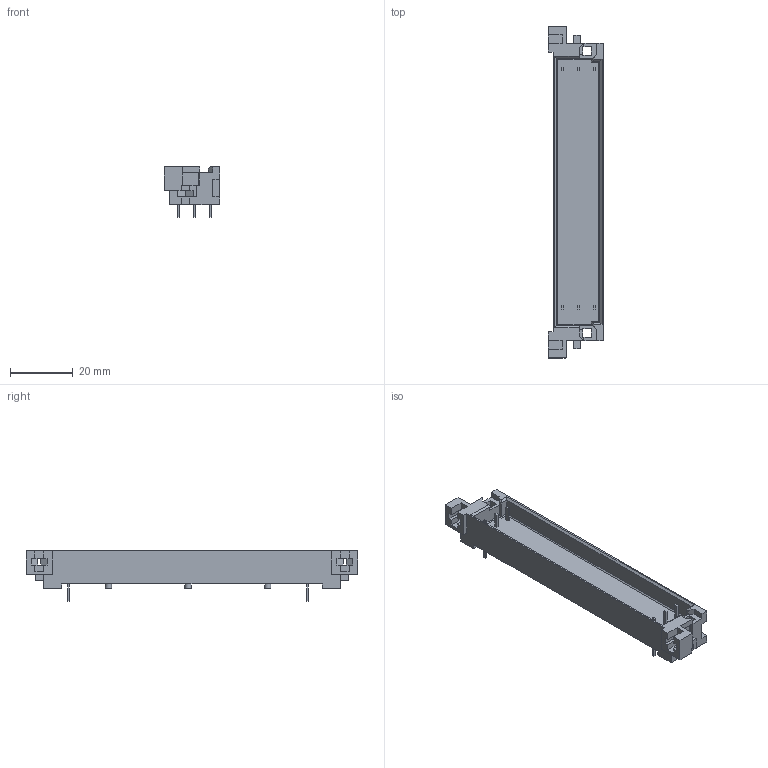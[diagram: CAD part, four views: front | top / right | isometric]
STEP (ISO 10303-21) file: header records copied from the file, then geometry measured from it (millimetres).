
FILE_DESCRIPTION(/* description */ (''),/* implementation_level */ '2;1');
FILE_NAME(/* name */ '100537867ugm000_a.stp',/* time_stamp */ '2013-04-30T16:20:54+02:00',/* author */ (''),/* organization */ (''),/* preprocessor_version */ 'ST-DEVELOPER v15',/* originating_system */ 'SIEMENS PLM Software NX 8.5',/* authorisation */ '');
FILE_SCHEMA (('AUTOMOTIVE_DESIGN { 1 0 10303 214 3 1 1 1 }'));
Length unit declared in the file: millimetre
Products named in the file (1): 100537867ugm000_a
Bounding box: 17.55 x 105.9 x 16.15 mm (x, y, z)
Volume: 8726.2 mm3; surface area: 7900.6 mm2
Topology: 1 solids, 1 shells, 210 faces, 569 edges, 372 vertices
Faces by surface type: plane 207, cylinder 3
Full cylindrical faces by diameter (mm): 2 x3
Entity records: 7599 total; most frequent: CARTESIAN_POINT 2997, ORIENTED_EDGE 1132, EDGE_CURVE 566, B_SPLINE_CURVE_WITH_KNOTS 566, DIRECTION 422, VERTEX_POINT 372, EDGE_LOOP 232, AXIS2_PLACEMENT_3D 211
